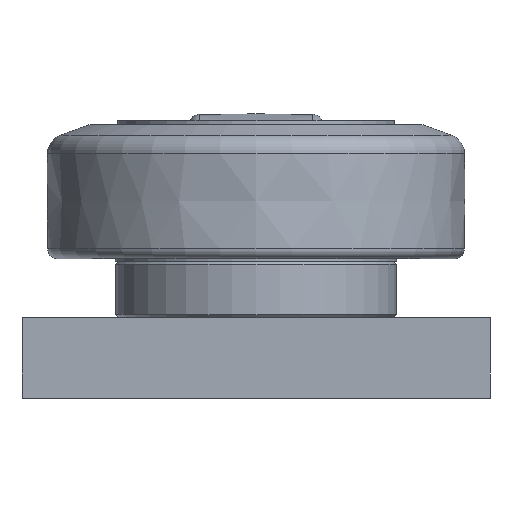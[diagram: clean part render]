
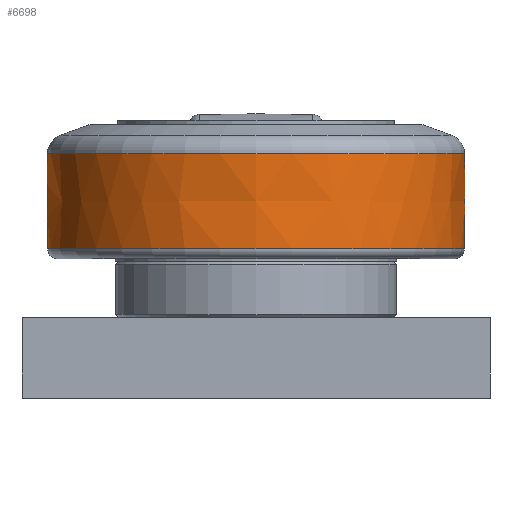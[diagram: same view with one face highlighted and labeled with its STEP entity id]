
A CAD part, front view. The second image highlights one B-rep face of the part: STEP entity #6698.
In plain terms, the highlighted free-form (B-spline) face has degree [2, 2] with [3, 9] control points.
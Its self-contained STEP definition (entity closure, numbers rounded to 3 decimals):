
#17=(
BOUNDED_SURFACE()
B_SPLINE_SURFACE(2,2,((#11649,#11650,#11651,#11652,#11653,#11654,#11655,
#11656,#11657),(#11658,#11659,#11660,#11661,#11662,#11663,#11664,#11665,
#11666),(#11667,#11668,#11669,#11670,#11671,#11672,#11673,#11674,#11675)),
 .UNSPECIFIED.,.F.,.T.,.F.)
B_SPLINE_SURFACE_WITH_KNOTS((3,3),(3,2,2,2,3),(-0.017,0.011),
(-3.142,-1.571,0.,1.571,3.142),
 .UNSPECIFIED.)
GEOMETRIC_REPRESENTATION_ITEM()
RATIONAL_B_SPLINE_SURFACE(((1.,0.707,1.,0.707,1.,
0.707,1.,0.707,1.),(1.,0.707,
1.,0.707,1.,0.707,
1.,0.707,1.),(1.,0.707,
1.,0.707,1.,0.707,1.,0.707,1.)))
REPRESENTATION_ITEM('')
SURFACE()
);
#425=FACE_OUTER_BOUND('',#821,.T.);
#821=EDGE_LOOP('',(#4936,#4937,#4938,#4939,#4940,#4941));
#1317=CIRCLE('',#7281,31.177);
#1319=CIRCLE('',#7283,31.177);
#1323=CIRCLE('',#7288,31.218);
#1324=CIRCLE('',#7289,31.218);
#1325=CIRCLE('',#7290,500.);
#2841=VERTEX_POINT('',#11636);
#2842=VERTEX_POINT('',#11637);
#2846=VERTEX_POINT('',#11676);
#2847=VERTEX_POINT('',#11677);
#3566=EDGE_CURVE('',#2841,#2842,#1317,.T.);
#3568=EDGE_CURVE('',#2842,#2841,#1319,.T.);
#3573=EDGE_CURVE('',#2846,#2847,#1323,.T.);
#3574=EDGE_CURVE('',#2847,#2846,#1324,.T.);
#3575=EDGE_CURVE('',#2847,#2842,#1325,.T.);
#4936=ORIENTED_EDGE('',*,*,#3573,.F.);
#4937=ORIENTED_EDGE('',*,*,#3574,.F.);
#4938=ORIENTED_EDGE('',*,*,#3575,.T.);
#4939=ORIENTED_EDGE('',*,*,#3566,.F.);
#4940=ORIENTED_EDGE('',*,*,#3568,.F.);
#4941=ORIENTED_EDGE('',*,*,#3575,.F.);
#6698=ADVANCED_FACE('',(#425),#17,.F.);
#7281=AXIS2_PLACEMENT_3D('',#11638,#8823,#8824);
#7283=AXIS2_PLACEMENT_3D('',#11640,#8827,#8828);
#7288=AXIS2_PLACEMENT_3D('',#11678,#8838,#8839);
#7289=AXIS2_PLACEMENT_3D('',#11679,#8840,#8841);
#7290=AXIS2_PLACEMENT_3D('',#11680,#8842,#8843);
#8823=DIRECTION('center_axis',(0.,0.,-1.));
#8824=DIRECTION('ref_axis',(0.,-1.,0.));
#8827=DIRECTION('center_axis',(0.,0.,-1.));
#8828=DIRECTION('ref_axis',(0.,-1.,0.));
#8838=DIRECTION('center_axis',(0.,0.,1.));
#8839=DIRECTION('ref_axis',(0.,-1.,0.));
#8840=DIRECTION('center_axis',(0.,0.,1.));
#8841=DIRECTION('ref_axis',(0.,-1.,0.));
#8842=DIRECTION('center_axis',(0.,-1.,0.));
#8843=DIRECTION('ref_axis',(-1.,0.,0.));
#11636=CARTESIAN_POINT('',(-4.82,10.704,2.324));
#11637=CARTESIAN_POINT('',(-35.997,-20.473,2.324));
#11638=CARTESIAN_POINT('Origin',(-4.82,-20.473,2.324));
#11640=CARTESIAN_POINT('Origin',(-4.82,-20.473,2.324));
#11649=CARTESIAN_POINT('Ctrl Pts',(-35.997,-20.473,
2.324));
#11650=CARTESIAN_POINT('Ctrl Pts',(-35.997,-51.651,
2.324));
#11651=CARTESIAN_POINT('Ctrl Pts',(-4.82,-51.651,
2.324));
#11652=CARTESIAN_POINT('Ctrl Pts',(26.358,-51.651,2.324));
#11653=CARTESIAN_POINT('Ctrl Pts',(26.358,-20.473,2.324));
#11654=CARTESIAN_POINT('Ctrl Pts',(26.358,10.704,2.324));
#11655=CARTESIAN_POINT('Ctrl Pts',(-4.82,10.704,2.324));
#11656=CARTESIAN_POINT('Ctrl Pts',(-35.997,10.704,2.324));
#11657=CARTESIAN_POINT('Ctrl Pts',(-35.997,-20.473,
2.324));
#11658=CARTESIAN_POINT('Ctrl Pts',(-36.118,-20.473,
9.422));
#11659=CARTESIAN_POINT('Ctrl Pts',(-36.118,-51.772,
9.422));
#11660=CARTESIAN_POINT('Ctrl Pts',(-4.82,-51.772,
9.422));
#11661=CARTESIAN_POINT('Ctrl Pts',(26.479,-51.772,9.422));
#11662=CARTESIAN_POINT('Ctrl Pts',(26.479,-20.473,9.422));
#11663=CARTESIAN_POINT('Ctrl Pts',(26.479,10.825,9.422));
#11664=CARTESIAN_POINT('Ctrl Pts',(-4.82,10.825,9.422));
#11665=CARTESIAN_POINT('Ctrl Pts',(-36.118,10.825,9.422));
#11666=CARTESIAN_POINT('Ctrl Pts',(-36.118,-20.473,
9.422));
#11667=CARTESIAN_POINT('Ctrl Pts',(-36.038,-20.473,
16.52));
#11668=CARTESIAN_POINT('Ctrl Pts',(-36.038,-51.691,
16.52));
#11669=CARTESIAN_POINT('Ctrl Pts',(-4.82,-51.691,
16.52));
#11670=CARTESIAN_POINT('Ctrl Pts',(26.398,-51.691,16.52));
#11671=CARTESIAN_POINT('Ctrl Pts',(26.398,-20.473,16.52));
#11672=CARTESIAN_POINT('Ctrl Pts',(26.398,10.744,16.52));
#11673=CARTESIAN_POINT('Ctrl Pts',(-4.82,10.744,16.52));
#11674=CARTESIAN_POINT('Ctrl Pts',(-36.038,10.744,16.52));
#11675=CARTESIAN_POINT('Ctrl Pts',(-36.038,-20.473,
16.52));
#11676=CARTESIAN_POINT('',(-4.82,10.744,16.52));
#11677=CARTESIAN_POINT('',(-36.038,-20.473,16.52));
#11678=CARTESIAN_POINT('Origin',(-4.82,-20.473,16.52));
#11679=CARTESIAN_POINT('Origin',(-4.82,-20.473,16.52));
#11680=CARTESIAN_POINT('Origin',(463.93,-20.473,10.85));
